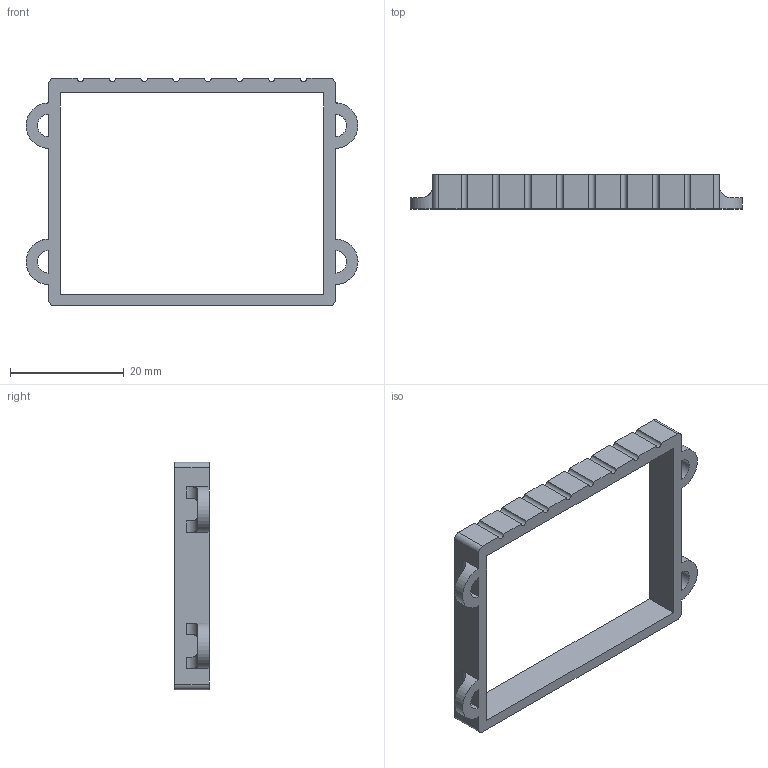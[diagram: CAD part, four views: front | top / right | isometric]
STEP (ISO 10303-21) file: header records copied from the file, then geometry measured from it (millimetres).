
FILE_DESCRIPTION (( 'STEP AP214' ), '1' );
FILE_NAME ('Breadboard to Glove Interface.STEP', '2017-11-01T22:49:53', ( '' ), ( '' ), 'SwSTEP 2.0', 'SolidWorks 2016', '' );
FILE_SCHEMA (( 'AUTOMOTIVE_DESIGN' ));
Length unit declared in the file: millimetre
Products named in the file (1): Breadboard to Glove Interface
Bounding box: 58.5 x 6 x 40.1 mm (x, y, z)
Volume: 2378.4 mm3; surface area: 3101.9 mm2
Topology: 1 solids, 1 shells, 50 faces, 152 edges, 100 vertices
Faces by surface type: cylinder 28, plane 22
Entity records: 1994 total; most frequent: CARTESIAN_POINT 575, ORIENTED_EDGE 304, DIRECTION 274, EDGE_CURVE 152, VERTEX_POINT 100, VECTOR 100, LINE 100, AXIS2_PLACEMENT_3D 87
